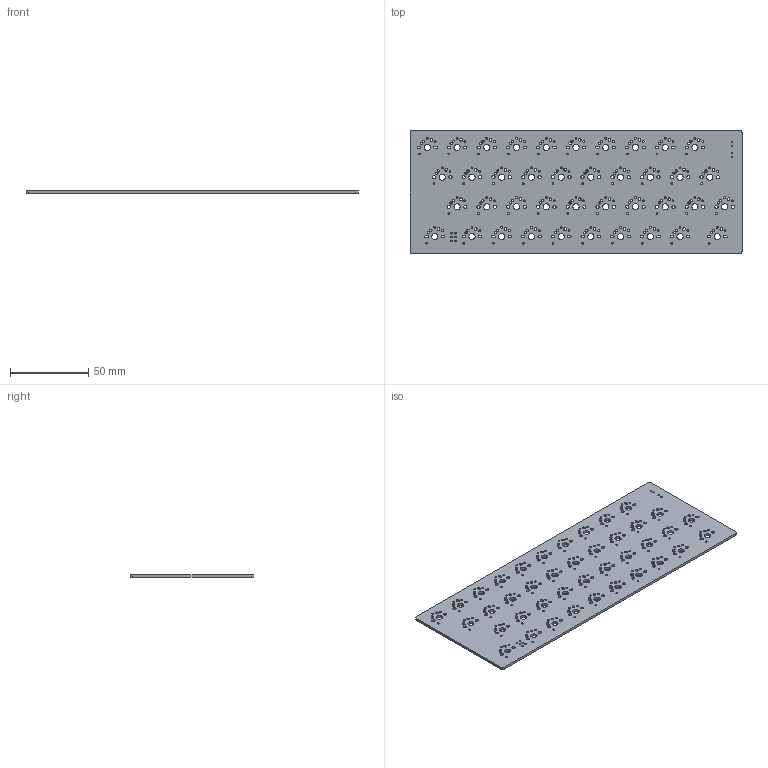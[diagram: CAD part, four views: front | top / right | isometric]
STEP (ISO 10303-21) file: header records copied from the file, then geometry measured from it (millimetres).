
FILE_DESCRIPTION(('KiCad electronic assembly'),'2;1');
FILE_NAME('Didaktik ppcb.step','2022-10-26T14:24:08',('Pcbnew'),('Kicad' ),'Open CASCADE STEP processor 7.6','KiCad to STEP converter', 'Unknown');
FILE_SCHEMA(('AUTOMOTIVE_DESIGN { 1 0 10303 214 1 1 1 1 }'));
Length unit declared in the file: millimetre
Products named in the file (2): Didaktik ppcb 1; Didaktik PCB
Assembly tree (1 placements, depth 2):
  Didaktik ppcb 1
    Didaktik PCB
Bounding box: 212.72 x 79.38 x 1.6 mm (x, y, z)
Volume: 25213.4 mm3; surface area: 35788.4 mm2
Topology: 1 solids, 1 shells, 660 faces, 1974 edges, 1316 vertices
Faces by surface type: cylinder 654, plane 6
Full cylindrical faces by diameter (mm): 0.991 x4, 1 x6, 1.2 x120, 1.47 x80, 3.988 x40
Entity records: 53679 total; most frequent: CARTESIAN_POINT 16228, DIRECTION 6766, ORIENTED_EDGE 3948, PCURVE 3948, DEFINITIONAL_REPRESENTATION 3948, LINE 2826, VECTOR 2826, EDGE_CURVE 1974
